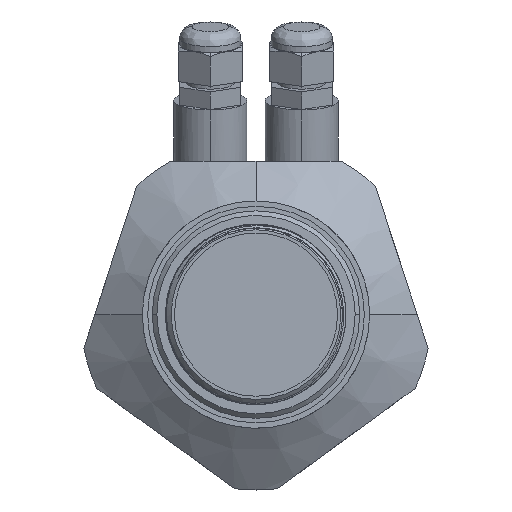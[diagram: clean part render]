
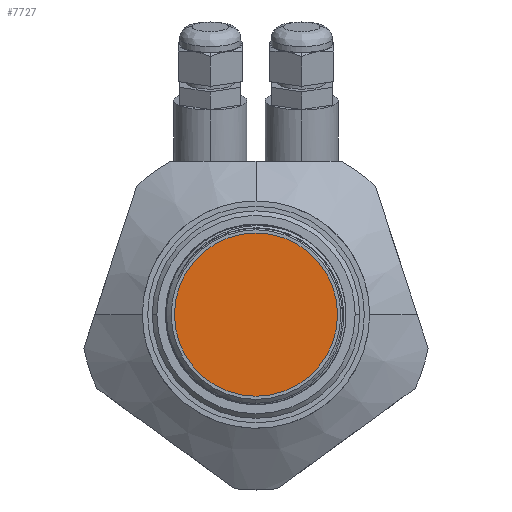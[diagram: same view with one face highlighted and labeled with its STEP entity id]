
A CAD part, front view. The second image highlights one B-rep face of the part: STEP entity #7727.
In plain terms, the highlighted planar face has unit normal (0, -1, 0).
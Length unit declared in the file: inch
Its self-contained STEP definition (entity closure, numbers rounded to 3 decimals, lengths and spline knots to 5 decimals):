
#314 = CARTESIAN_POINT ( 'NONE',  ( 0., -3.89764, 0. ) ) ;
#766 = EDGE_CURVE ( 'NONE', #4857, #7559, #16539, .T. ) ;
#1293 = CARTESIAN_POINT ( 'NONE',  ( 0., -3.89764, 0. ) ) ;
#1592 = VERTEX_POINT ( 'NONE', #12662 ) ;
#1711 = DIRECTION ( 'NONE',  ( 0., 0., -1. ) ) ;
#4395 = DIRECTION ( 'NONE',  ( 0., 0., -1. ) ) ;
#4857 = VERTEX_POINT ( 'NONE', #11115 ) ;
#5008 = AXIS2_PLACEMENT_3D ( 'NONE', #1293, #18121, #10394 ) ;
#5512 = CARTESIAN_POINT ( 'NONE',  ( 0., -3.89764, 0. ) ) ;
#5890 = DIRECTION ( 'NONE',  ( 0., 1., 0. ) ) ;
#6825 = ORIENTED_EDGE ( 'NONE', *, *, #14420, .F. ) ;
#7559 = VERTEX_POINT ( 'NONE', #16601 ) ;
#7577 = AXIS2_PLACEMENT_3D ( 'NONE', #5512, #12673, #18258 ) ;
#7695 = CIRCLE ( 'NONE', #9770, 1.05315 ) ;
#7727 = ADVANCED_FACE ( 'NONE', ( #10164 ), #14067, .T. ) ;
#9048 = EDGE_LOOP ( 'NONE', ( #15282, #11009, #6825 ) ) ;
#9770 = AXIS2_PLACEMENT_3D ( 'NONE', #314, #13231, #1711 ) ;
#10164 = FACE_OUTER_BOUND ( 'NONE', #9048, .T. ) ;
#10394 = DIRECTION ( 'NONE',  ( 0., 0., -1. ) ) ;
#11009 = ORIENTED_EDGE ( 'NONE', *, *, #12832, .F. ) ;
#11115 = CARTESIAN_POINT ( 'NONE',  ( -1.05315, -3.89764, 0. ) ) ;
#12074 = AXIS2_PLACEMENT_3D ( 'NONE', #13990, #5890, #4395 ) ;
#12662 = CARTESIAN_POINT ( 'NONE',  ( 0., -3.89764, -1.05315 ) ) ;
#12673 = DIRECTION ( 'NONE',  ( 0., -1., 0. ) ) ;
#12832 = EDGE_CURVE ( 'NONE', #1592, #4857, #13015, .T. ) ;
#13015 = CIRCLE ( 'NONE', #5008, 1.05315 ) ;
#13231 = DIRECTION ( 'NONE',  ( 0., 1., 0. ) ) ;
#13990 = CARTESIAN_POINT ( 'NONE',  ( 0., -3.89764, 0. ) ) ;
#14067 = PLANE ( 'NONE',  #7577 ) ;
#14420 = EDGE_CURVE ( 'NONE', #7559, #1592, #7695, .T. ) ;
#15282 = ORIENTED_EDGE ( 'NONE', *, *, #766, .F. ) ;
#16539 = CIRCLE ( 'NONE', #12074, 1.05315 ) ;
#16601 = CARTESIAN_POINT ( 'NONE',  ( 1.05315, -3.89764, 0. ) ) ;
#18121 = DIRECTION ( 'NONE',  ( 0., 1., 0. ) ) ;
#18258 = DIRECTION ( 'NONE',  ( 0., 0., -1. ) ) ;
